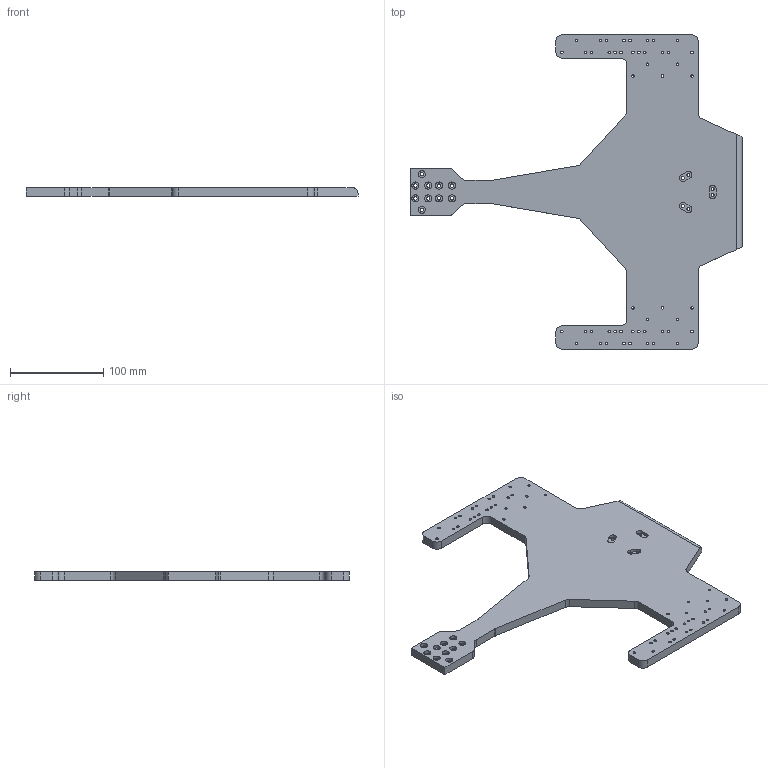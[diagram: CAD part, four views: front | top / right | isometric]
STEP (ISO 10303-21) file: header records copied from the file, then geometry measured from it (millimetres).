
FILE_DESCRIPTION (( 'STEP AP203' ), '1' );
FILE_NAME ('chassis_IPCV4_V03.STEP', '2020-01-21T00:18:26', ( '' ), ( '' ), 'SwSTEP 2.0', 'SolidWorks 2018', '' );
FILE_SCHEMA (( 'CONFIG_CONTROL_DESIGN' ));
Length unit declared in the file: inch
Products named in the file (1): chassis_IPCV4_V03
Bounding box: 356.2 x 337.6 x 9.53 mm (x, y, z)
Volume: 462477.6 mm3; surface area: 118672.6 mm2
Topology: 1 solids, 1 shells, 226 faces, 633 edges, 422 vertices
Faces by surface type: cylinder 181, plane 45
Entity records: 7820 total; most frequent: DIRECTION 1445, CARTESIAN_POINT 1288, ORIENTED_EDGE 1266, EDGE_CURVE 633, AXIS2_PLACEMENT_3D 587, VERTEX_POINT 422, EDGE_LOOP 371, CIRCLE 360
